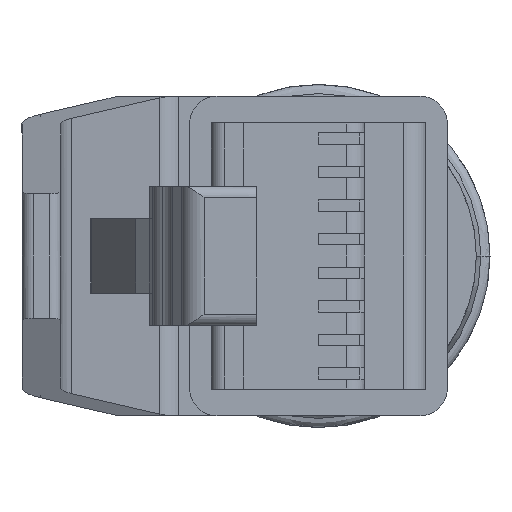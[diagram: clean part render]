
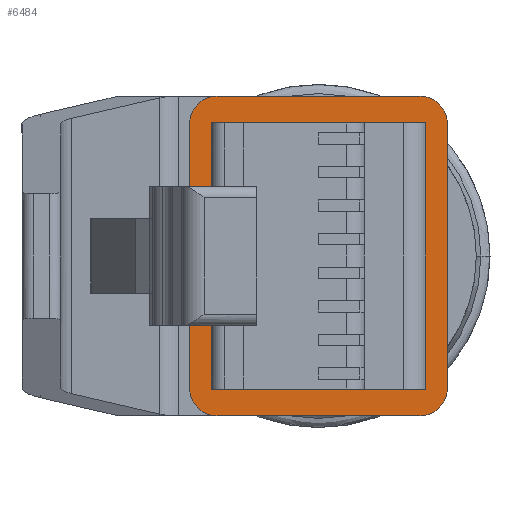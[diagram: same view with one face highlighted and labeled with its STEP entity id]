
A CAD part, left-side view. The second image highlights one B-rep face of the part: STEP entity #6484.
In plain terms, the highlighted planar face has unit normal (-1, 0, 0).
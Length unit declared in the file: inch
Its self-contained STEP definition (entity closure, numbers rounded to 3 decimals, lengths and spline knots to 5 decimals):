
#35 = LINE ( 'NONE', #5139, #3387 ) ;
#91 = LINE ( 'NONE', #6436, #6127 ) ;
#188 = ORIENTED_EDGE ( 'NONE', *, *, #4625, .F. ) ;
#338 = AXIS2_PLACEMENT_3D ( 'NONE', #3107, #5532, #2335 ) ;
#487 = DIRECTION ( 'NONE',  ( -1., 0., 0. ) ) ;
#555 = EDGE_CURVE ( 'NONE', #2725, #6711, #4237, .T. ) ;
#586 = FACE_OUTER_BOUND ( 'NONE', #6625, .T. ) ;
#864 = ORIENTED_EDGE ( 'NONE', *, *, #555, .F. ) ;
#1513 = CARTESIAN_POINT ( 'NONE',  ( 0., 0.39646, -0.22776 ) ) ;
#1519 = DIRECTION ( 'NONE',  ( 0., -1., 0. ) ) ;
#1907 = DIRECTION ( 'NONE',  ( 0., -1., 0. ) ) ;
#1968 = DIRECTION ( 'NONE',  ( 0., 0., -1. ) ) ;
#2192 = DIRECTION ( 'NONE',  ( -1., 0., 0. ) ) ;
#2335 = DIRECTION ( 'NONE',  ( 0., -1., 0. ) ) ;
#2541 = CARTESIAN_POINT ( 'NONE',  ( 0., 0.4437, 0.22776 ) ) ;
#2725 = VERTEX_POINT ( 'NONE', #4070 ) ;
#2993 = DIRECTION ( 'NONE',  ( 0., -1., 0. ) ) ;
#3107 = CARTESIAN_POINT ( 'NONE',  ( 0., 0.45157, -0.28287 ) ) ;
#3375 = CARTESIAN_POINT ( 'NONE',  ( 0., 0., -0.22776 ) ) ;
#3387 = VECTOR ( 'NONE', #1968, 39.37008 ) ;
#3433 = VERTEX_POINT ( 'NONE', #6077 ) ;
#3703 = PLANE ( 'NONE',  #338 ) ;
#3721 = CARTESIAN_POINT ( 'NONE',  ( 0., 0.36614, 0.275 ) ) ;
#3801 = AXIS2_PLACEMENT_3D ( 'NONE', #5393, #8112, #2993 ) ;
#3888 = CARTESIAN_POINT ( 'NONE',  ( 0., 0.04724, -0.275 ) ) ;
#3935 = AXIS2_PLACEMENT_3D ( 'NONE', #1513, #4864, #6635 ) ;
#3975 = ORIENTED_EDGE ( 'NONE', *, *, #7730, .T. ) ;
#4007 = CARTESIAN_POINT ( 'NONE',  ( 0., 0.4437, 0. ) ) ;
#4070 = CARTESIAN_POINT ( 'NONE',  ( 0., 0.39646, 0.275 ) ) ;
#4119 = VECTOR ( 'NONE', #7497, 39.37008 ) ;
#4211 = CIRCLE ( 'NONE', #3801, 0.04724 ) ;
#4237 = LINE ( 'NONE', #3721, #4119 ) ;
#4478 = DIRECTION ( 'NONE',  ( 0., 0., -1. ) ) ;
#4524 = EDGE_CURVE ( 'NONE', #6711, #3433, #4211, .T. ) ;
#4625 = EDGE_CURVE ( 'NONE', #3433, #4759, #35, .T. ) ;
#4695 = CARTESIAN_POINT ( 'NONE',  ( 0., 0.04724, -0.22776 ) ) ;
#4755 = CIRCLE ( 'NONE', #6112, 0.04724 ) ;
#4759 = VERTEX_POINT ( 'NONE', #3375 ) ;
#4864 = DIRECTION ( 'NONE',  ( -1., 0., 0. ) ) ;
#4906 = EDGE_CURVE ( 'NONE', #2725, #7809, #4755, .T. ) ;
#5090 = CIRCLE ( 'NONE', #5509, 0.04724 ) ;
#5139 = CARTESIAN_POINT ( 'NONE',  ( 0., 0., 0. ) ) ;
#5196 = EDGE_CURVE ( 'NONE', #6931, #5940, #8136, .T. ) ;
#5312 = CARTESIAN_POINT ( 'NONE',  ( 0., 0.39646, -0.275 ) ) ;
#5317 = ORIENTED_EDGE ( 'NONE', *, *, #5196, .T. ) ;
#5393 = CARTESIAN_POINT ( 'NONE',  ( 0., 0.04724, 0.22776 ) ) ;
#5456 = ORIENTED_EDGE ( 'NONE', *, *, #4906, .T. ) ;
#5509 = AXIS2_PLACEMENT_3D ( 'NONE', #4695, #2192, #1519 ) ;
#5532 = DIRECTION ( 'NONE',  ( -1., 0., 0. ) ) ;
#5679 = DIRECTION ( 'NONE',  ( 0., 0., -1. ) ) ;
#5710 = CARTESIAN_POINT ( 'NONE',  ( 0., 0.04724, 0.275 ) ) ;
#5825 = EDGE_CURVE ( 'NONE', #5940, #6819, #91, .T. ) ;
#5940 = VERTEX_POINT ( 'NONE', #5312 ) ;
#5949 = LINE ( 'NONE', #4007, #7938 ) ;
#6077 = CARTESIAN_POINT ( 'NONE',  ( 0., 0., 0.22776 ) ) ;
#6112 = AXIS2_PLACEMENT_3D ( 'NONE', #6233, #487, #5679 ) ;
#6127 = VECTOR ( 'NONE', #1907, 39.37008 ) ;
#6233 = CARTESIAN_POINT ( 'NONE',  ( 0., 0.39646, 0.22776 ) ) ;
#6436 = CARTESIAN_POINT ( 'NONE',  ( 0., 0.36614, -0.275 ) ) ;
#6484 = ADVANCED_FACE ( 'F16', ( #586 ), #3703, .T. ) ;
#6553 = CARTESIAN_POINT ( 'NONE',  ( 0., 0.4437, -0.22776 ) ) ;
#6625 = EDGE_LOOP ( 'NONE', ( #5317, #6885, #3975, #188, #8235, #864, #5456, #7564 ) ) ;
#6635 = DIRECTION ( 'NONE',  ( 0., 0., -1. ) ) ;
#6711 = VERTEX_POINT ( 'NONE', #5710 ) ;
#6819 = VERTEX_POINT ( 'NONE', #3888 ) ;
#6885 = ORIENTED_EDGE ( 'NONE', *, *, #5825, .T. ) ;
#6931 = VERTEX_POINT ( 'NONE', #6553 ) ;
#7497 = DIRECTION ( 'NONE',  ( 0., -1., 0. ) ) ;
#7564 = ORIENTED_EDGE ( 'NONE', *, *, #7945, .T. ) ;
#7730 = EDGE_CURVE ( 'NONE', #6819, #4759, #5090, .T. ) ;
#7809 = VERTEX_POINT ( 'NONE', #2541 ) ;
#7938 = VECTOR ( 'NONE', #4478, 39.37008 ) ;
#7945 = EDGE_CURVE ( 'NONE', #7809, #6931, #5949, .T. ) ;
#8112 = DIRECTION ( 'NONE',  ( 1., 0., 0. ) ) ;
#8136 = CIRCLE ( 'NONE', #3935, 0.04724 ) ;
#8235 = ORIENTED_EDGE ( 'NONE', *, *, #4524, .F. ) ;
